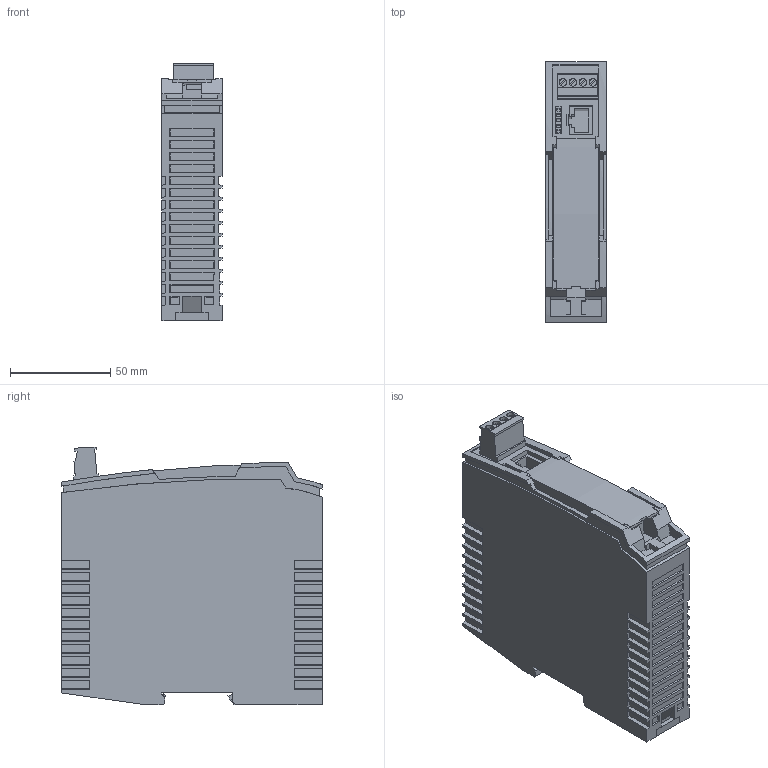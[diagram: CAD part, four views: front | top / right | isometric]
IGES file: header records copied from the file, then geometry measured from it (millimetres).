
Start section: Elysium IGES Interface
Global section: file name: 103Hmodel.igs; native system: Creo Elements/Direct Modeling 20.1A  29-Sep-2018; preprocessor: Creo Element/Direct IGES_3D V2.2; author: Unknown; organization: Unknown; date: 20190214.095357; units: millimetre
Bounding box: 30.2 x 130.01 x 128.7 mm (x, y, z)
Volume: 416758.6 mm3; surface area: 60555.5 mm2
Topology: 2 solids, 2 shells, 820 faces, 2223 edges, 1478 vertices
Faces by surface type: bspline 820
